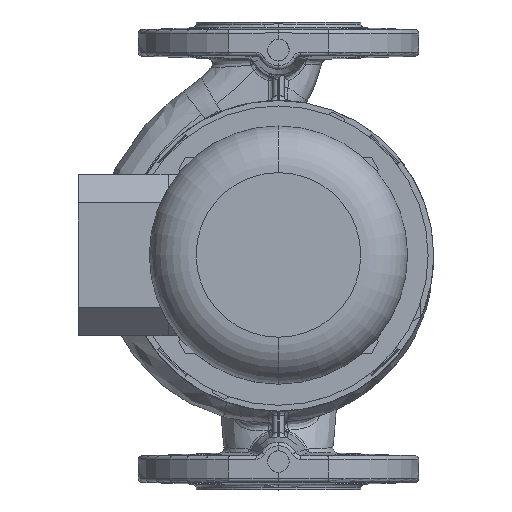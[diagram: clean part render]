
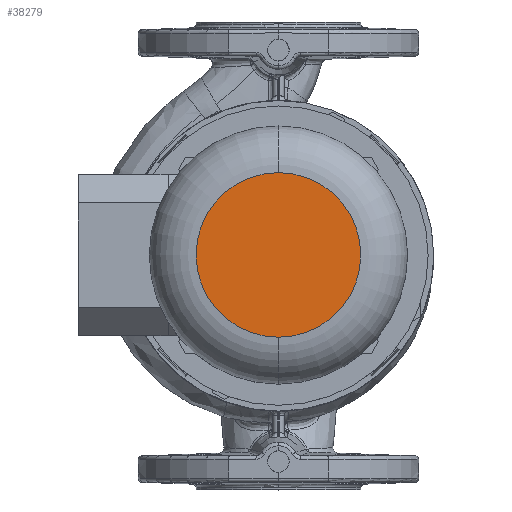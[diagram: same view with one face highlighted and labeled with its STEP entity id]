
A CAD part, top view. The second image highlights one B-rep face of the part: STEP entity #38279.
In plain terms, the highlighted planar face has unit normal (0, 0, 1).
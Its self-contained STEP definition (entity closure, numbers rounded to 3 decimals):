
#3763 = DIRECTION ( 'NONE',  ( 0., 1., 0. ) ) ;
#3764 = DIRECTION ( 'NONE',  ( 0., 0., 1. ) ) ;
#3765 = CARTESIAN_POINT ( 'NONE',  ( 0., 0., 315.5 ) ) ;
#5095 = AXIS2_PLACEMENT_3D ( 'NONE', #7902, #7903, #7904 ) ;
#5099 = CIRCLE ( 'NONE', #5095, 44. ) ;
#5229 = AXIS2_PLACEMENT_3D ( 'NONE', #19953, #19960, #19961 ) ;
#7902 = CARTESIAN_POINT ( 'NONE',  ( 0., 0., 315.5 ) ) ;
#7903 = DIRECTION ( 'NONE',  ( 0., 0., 1. ) ) ;
#7904 = DIRECTION ( 'NONE',  ( 0., 1., 0. ) ) ;
#8412 = CARTESIAN_POINT ( 'NONE',  ( 0., -44., 315.5 ) ) ;
#8413 = CARTESIAN_POINT ( 'NONE',  ( 0., 44., 315.5 ) ) ;
#19953 = CARTESIAN_POINT ( 'NONE',  ( -44., 0., 315.5 ) ) ;
#19956 = FACE_OUTER_BOUND ( 'NONE', #45332, .T. ) ;
#19957 = PLANE ( 'NONE',  #5229 ) ;
#19960 = DIRECTION ( 'NONE',  ( 0., 0., -1. ) ) ;
#19961 = DIRECTION ( 'NONE',  ( 0., -1., 0. ) ) ;
#21645 = VERTEX_POINT ( 'NONE', #8413 ) ;
#21646 = VERTEX_POINT ( 'NONE', #8412 ) ;
#29011 = EDGE_CURVE ( 'NONE', #21645, #21646, #41812, .T. ) ;
#38182 = EDGE_CURVE ( 'NONE', #21646, #21645, #5099, .T. ) ;
#38279 = ADVANCED_FACE ( 'NONE', ( #19956 ), #19957, .F. ) ;
#41658 = AXIS2_PLACEMENT_3D ( 'NONE', #3765, #3764, #3763 ) ;
#41812 = CIRCLE ( 'NONE', #41658, 44. ) ;
#44517 = ORIENTED_EDGE ( 'NONE', *, *, #29011, .T. ) ;
#44522 = ORIENTED_EDGE ( 'NONE', *, *, #38182, .T. ) ;
#45332 = EDGE_LOOP ( 'NONE', ( #44517, #44522 ) ) ;
